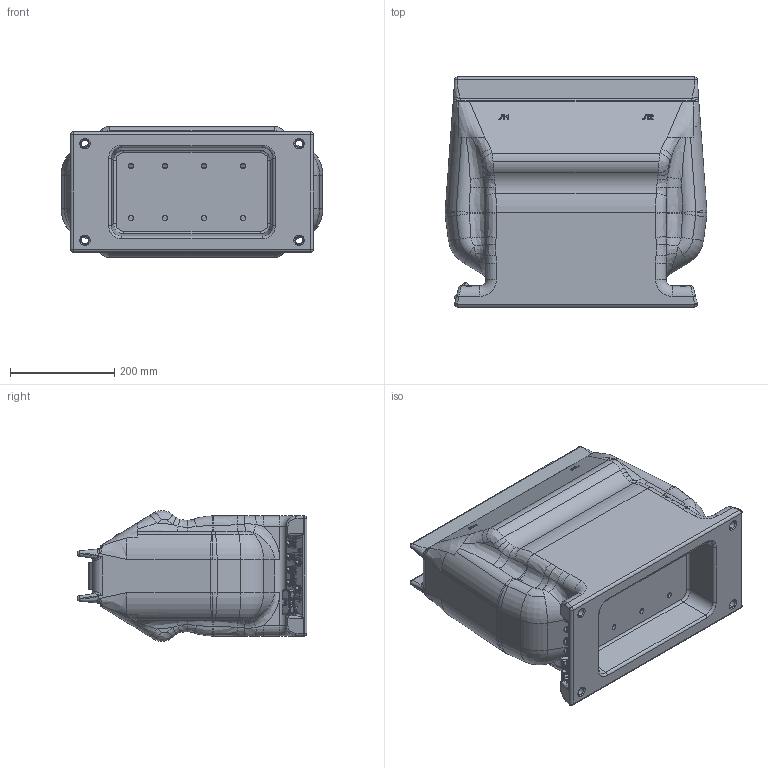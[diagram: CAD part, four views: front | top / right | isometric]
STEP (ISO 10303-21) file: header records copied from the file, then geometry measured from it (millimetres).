
FILE_DESCRIPTION (( 'STEP AP203' ), '1' );
FILE_NAME ('ﾒﾋﾊ-35-2(5-1500)ﾀ.STEP', '2017-12-05T04:02:51', ( '' ), ( '' ), 'SwSTEP 2.0', 'SolidWorks 2010', '' );
FILE_SCHEMA (( 'CONFIG_CONTROL_DESIGN' ));
Products named in the file (1): ﾒﾋﾊ-35-2(5-1500)ﾀ
Bounding box: 501 x 440 x 250.72 mm (x, y, z)
Surface area: 851907.5 mm2 (no closed solid volume)
Topology: 0 solids, 55 shells, 831 faces, 2536 edges, 1683 vertices
Faces by surface type: plane 231, cylinder 220, bspline 207, cone 95, torus 44, sphere 34
Entity records: 56103 total; most frequent: CARTESIAN_POINT 35125, ORIENTED_EDGE 4227, DIRECTION 4175, EDGE_CURVE 2509, VERTEX_POINT 1679, AXIS2_PLACEMENT_3D 1608, CIRCLE 983, LINE 959
